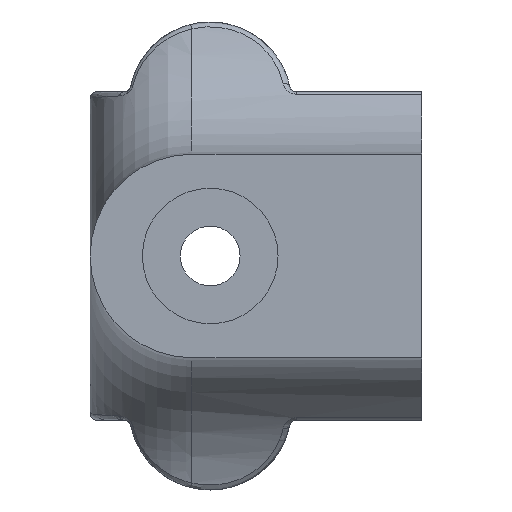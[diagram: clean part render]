
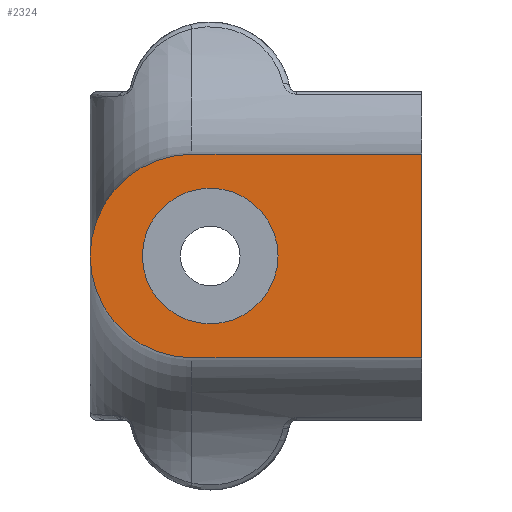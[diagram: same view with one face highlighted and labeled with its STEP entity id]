
A CAD part, left-side view. The second image highlights one B-rep face of the part: STEP entity #2324.
In plain terms, the highlighted planar face has unit normal (-1, 0, 0).
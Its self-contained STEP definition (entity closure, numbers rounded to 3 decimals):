
#23 = DIRECTION ( 'NONE',  ( -1., 0., 0. ) ) ;
#119 = CARTESIAN_POINT ( 'NONE',  ( -37.337, 24.45, -7.5 ) ) ;
#190 = AXIS2_PLACEMENT_3D ( 'NONE', #2839, #3259, #2505 ) ;
#212 = EDGE_LOOP ( 'NONE', ( #3337, #4417 ) ) ;
#275 = DIRECTION ( 'NONE',  ( -1., 0., 0. ) ) ;
#451 = DIRECTION ( 'NONE',  ( 0., 0., -1. ) ) ;
#500 = LINE ( 'NONE', #1542, #2741 ) ;
#703 = AXIS2_PLACEMENT_3D ( 'NONE', #3610, #4306, #3547 ) ;
#708 = EDGE_CURVE ( 'NONE', #2221, #1174, #791, .T. ) ;
#730 = CARTESIAN_POINT ( 'NONE',  ( -37.337, 24.45, 0. ) ) ;
#791 = CIRCLE ( 'NONE', #1221, 5. ) ;
#839 = ORIENTED_EDGE ( 'NONE', *, *, #4318, .T. ) ;
#847 = DIRECTION ( 'NONE',  ( 1., 0., 0. ) ) ;
#1075 = CARTESIAN_POINT ( 'NONE',  ( -37.337, 16.95, -7.5 ) ) ;
#1096 = VERTEX_POINT ( 'NONE', #1075 ) ;
#1117 = CIRCLE ( 'NONE', #190, 7.5 ) ;
#1174 = VERTEX_POINT ( 'NONE', #1530 ) ;
#1186 = DIRECTION ( 'NONE',  ( 0., -1., 0. ) ) ;
#1221 = AXIS2_PLACEMENT_3D ( 'NONE', #1898, #275, #3710 ) ;
#1281 = VERTEX_POINT ( 'NONE', #730 ) ;
#1493 = ORIENTED_EDGE ( 'NONE', *, *, #2254, .F. ) ;
#1530 = CARTESIAN_POINT ( 'NONE',  ( -37.337, 15.6, 5. ) ) ;
#1542 = CARTESIAN_POINT ( 'NONE',  ( -37.337, 24.45, 7.5 ) ) ;
#1740 = CARTESIAN_POINT ( 'NONE',  ( -37.337, 15.6, -5. ) ) ;
#1754 = LINE ( 'NONE', #2479, #2606 ) ;
#1898 = CARTESIAN_POINT ( 'NONE',  ( -37.337, 15.6, 0. ) ) ;
#1984 = ORIENTED_EDGE ( 'NONE', *, *, #4055, .T. ) ;
#2036 = LINE ( 'NONE', #2700, #3321 ) ;
#2115 = CARTESIAN_POINT ( 'NONE',  ( -37.337, 16.95, 0. ) ) ;
#2221 = VERTEX_POINT ( 'NONE', #1740 ) ;
#2254 = EDGE_CURVE ( 'NONE', #4364, #4234, #500, .T. ) ;
#2323 = VERTEX_POINT ( 'NONE', #2508 ) ;
#2324 = ADVANCED_FACE ( 'NONE', ( #2864, #3548 ), #2544, .F. ) ;
#2391 = DIRECTION ( 'NONE',  ( 0., 0., 1. ) ) ;
#2396 = EDGE_CURVE ( 'NONE', #2323, #4234, #2036, .T. ) ;
#2479 = CARTESIAN_POINT ( 'NONE',  ( -37.337, 24.45, -7.5 ) ) ;
#2505 = DIRECTION ( 'NONE',  ( 0., 0., -1. ) ) ;
#2508 = CARTESIAN_POINT ( 'NONE',  ( -37.337, 0., -7.5 ) ) ;
#2526 = EDGE_CURVE ( 'NONE', #1281, #1096, #4329, .T. ) ;
#2544 = PLANE ( 'NONE',  #3771 ) ;
#2606 = VECTOR ( 'NONE', #3410, 1000. ) ;
#2700 = CARTESIAN_POINT ( 'NONE',  ( -37.337, 0., -7.5 ) ) ;
#2741 = VECTOR ( 'NONE', #1186, 1000. ) ;
#2839 = CARTESIAN_POINT ( 'NONE',  ( -37.337, 16.95, 0. ) ) ;
#2864 = FACE_BOUND ( 'NONE', #212, .T. ) ;
#3248 = ORIENTED_EDGE ( 'NONE', *, *, #2526, .T. ) ;
#3254 = CIRCLE ( 'NONE', #703, 5. ) ;
#3259 = DIRECTION ( 'NONE',  ( -1., 0., 0. ) ) ;
#3311 = CARTESIAN_POINT ( 'NONE',  ( -37.337, 0., 7.5 ) ) ;
#3321 = VECTOR ( 'NONE', #2391, 1000. ) ;
#3333 = EDGE_LOOP ( 'NONE', ( #1984, #3248, #839, #3718, #1493 ) ) ;
#3337 = ORIENTED_EDGE ( 'NONE', *, *, #3967, .F. ) ;
#3410 = DIRECTION ( 'NONE',  ( 0., -1., 0. ) ) ;
#3547 = DIRECTION ( 'NONE',  ( 0., 0., 1. ) ) ;
#3548 = FACE_OUTER_BOUND ( 'NONE', #3333, .T. ) ;
#3610 = CARTESIAN_POINT ( 'NONE',  ( -37.337, 15.6, 0. ) ) ;
#3710 = DIRECTION ( 'NONE',  ( 0., 0., 1. ) ) ;
#3718 = ORIENTED_EDGE ( 'NONE', *, *, #2396, .T. ) ;
#3771 = AXIS2_PLACEMENT_3D ( 'NONE', #119, #847, #451 ) ;
#3819 = CARTESIAN_POINT ( 'NONE',  ( -37.337, 16.95, 7.5 ) ) ;
#3967 = EDGE_CURVE ( 'NONE', #1174, #2221, #3254, .T. ) ;
#4055 = EDGE_CURVE ( 'NONE', #4364, #1281, #1117, .T. ) ;
#4170 = DIRECTION ( 'NONE',  ( 0., 0., -1. ) ) ;
#4234 = VERTEX_POINT ( 'NONE', #3311 ) ;
#4258 = AXIS2_PLACEMENT_3D ( 'NONE', #2115, #23, #4170 ) ;
#4306 = DIRECTION ( 'NONE',  ( -1., 0., 0. ) ) ;
#4318 = EDGE_CURVE ( 'NONE', #1096, #2323, #1754, .T. ) ;
#4329 = CIRCLE ( 'NONE', #4258, 7.5 ) ;
#4364 = VERTEX_POINT ( 'NONE', #3819 ) ;
#4417 = ORIENTED_EDGE ( 'NONE', *, *, #708, .F. ) ;
